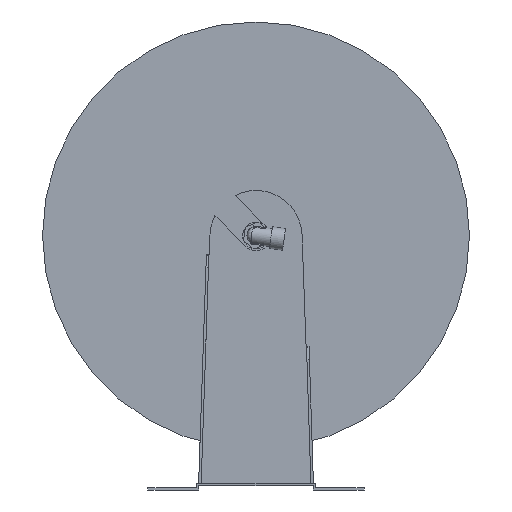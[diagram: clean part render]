
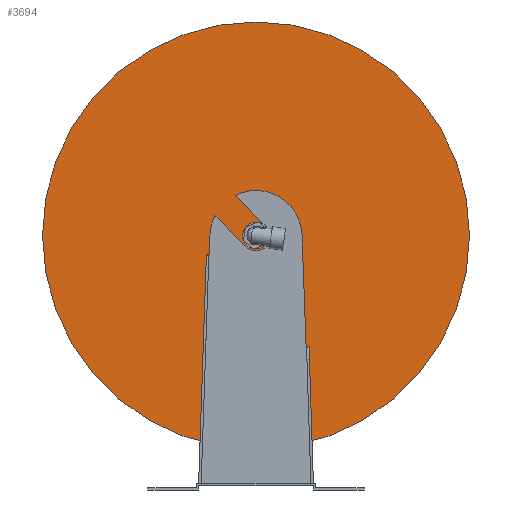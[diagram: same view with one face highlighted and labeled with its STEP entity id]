
A CAD part, left-side view. The second image highlights one B-rep face of the part: STEP entity #3694.
In plain terms, the highlighted face is planar.
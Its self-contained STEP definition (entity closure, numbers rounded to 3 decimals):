
#1146=ORIENTED_EDGE('',*,*,#1809,.T.);
#1809=EDGE_CURVE('',#2186,#2186,#2407,.T.);
#2186=VERTEX_POINT('',#8737);
#2407=CIRCLE('',#4033,254.782);
#2617=EDGE_LOOP('',(#1146));
#2908=FACE_BOUND('',#2617,.T.);
#3098=PLANE('',#4032);
#3694=ADVANCED_FACE('',(#2908),#3098,.F.);
#4032=AXIS2_PLACEMENT_3D('',#8735,#4615,#4616);
#4033=AXIS2_PLACEMENT_3D('',#8736,#4617,#4618);
#4615=DIRECTION('',(0.,0.,-1.));
#4616=DIRECTION('',(-1.,0.,0.));
#4617=DIRECTION('',(0.,0.,1.));
#4618=DIRECTION('',(1.,0.,0.));
#8735=CARTESIAN_POINT('',(0.,0.,0.));
#8736=CARTESIAN_POINT('',(0.,0.,0.));
#8737=CARTESIAN_POINT('',(254.782,0.,0.));
